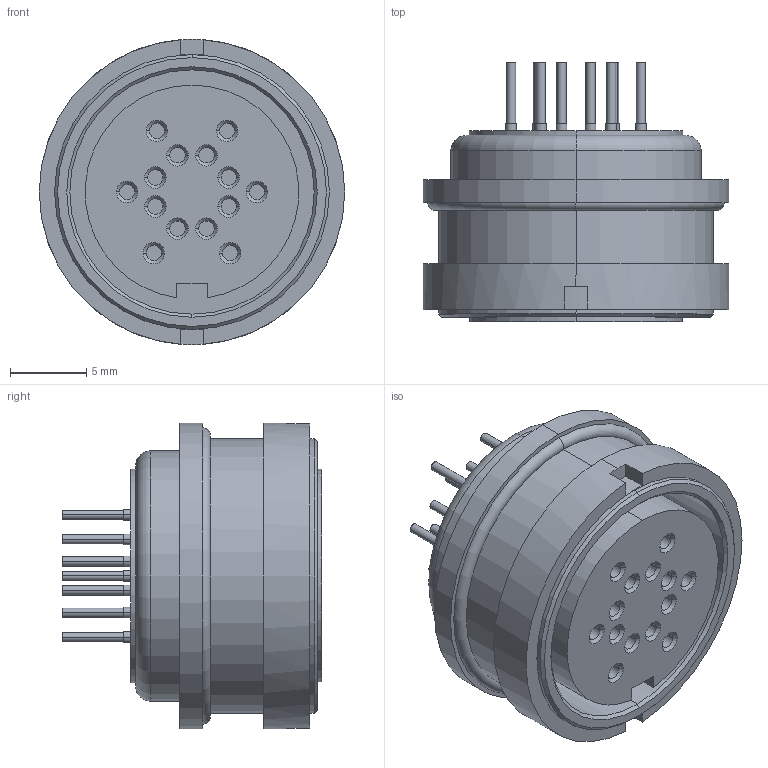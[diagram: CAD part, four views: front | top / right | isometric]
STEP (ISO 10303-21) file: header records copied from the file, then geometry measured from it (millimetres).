
FILE_DESCRIPTION((''),'2;1');
FILE_NAME('09-0454-90-14.stp','2005-04-22T09:52:14',('generator'),(''),'Autodesk Inventor 7','Autodesk Inventor 7','');
FILE_SCHEMA(('AUTOMOTIVE_DESIGN { 1 0 10303 214 1 1 1 1 }'));
Length unit declared in the file: millimetre
Products named in the file (1): 09-0454-90-14
Bounding box: 20 x 17 x 20 mm (x, y, z)
Volume: 2827.2 mm3; surface area: 2652.4 mm2
Topology: 1 solids, 1 shells, 198 faces, 405 edges, 258 vertices
Faces by surface type: cylinder 102, plane 60, cone 32, torus 4
Entity records: 5312 total; most frequent: DIRECTION 1051, CARTESIAN_POINT 862, ORIENTED_EDGE 810, AXIS2_PLACEMENT_3D 447, EDGE_CURVE 405, VERTEX_POINT 258, CIRCLE 248, EDGE_LOOP 247
